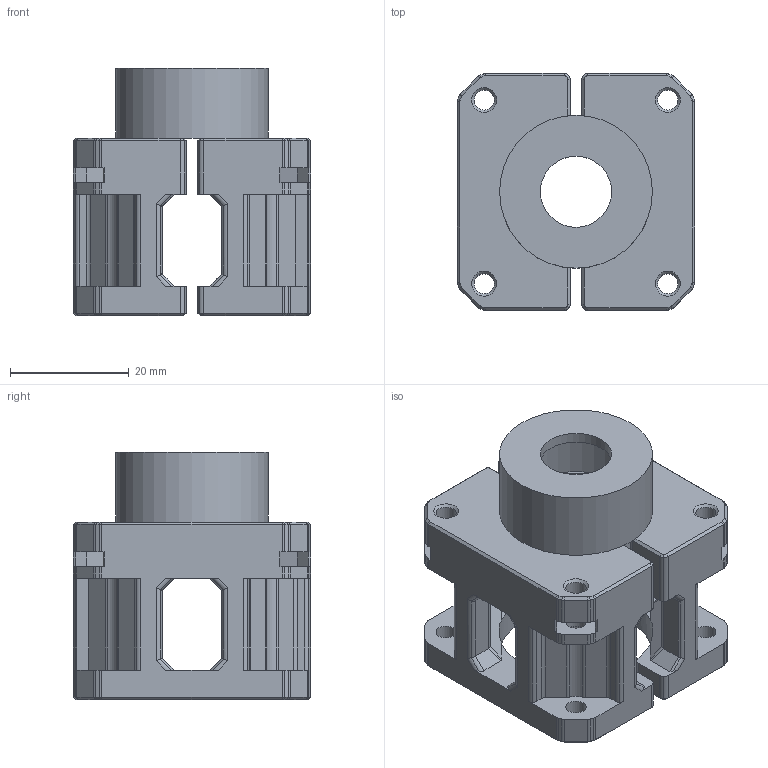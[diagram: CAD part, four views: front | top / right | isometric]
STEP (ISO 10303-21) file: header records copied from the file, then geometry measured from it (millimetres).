
FILE_DESCRIPTION(/* description */ ('STEP AP242'),/* implementation_level */ '2;1');
FILE_NAME(/* name */ 'nema17-spacer-2.step',/* time_stamp */ '2025-04-22T15:38:18-05:00',/* author */ (''),/* organization */ (''),/* preprocessor_version */ 'ST-DEVELOPER v20.1',/* originating_system */ 'Autodesk Translation Framework v14.4.0.0',/* authorisation */ '');
FILE_SCHEMA (('AUTOMOTIVE_DESIGN { 1 0 10303 214 3 1 1 }'));
Length unit declared in the file: millimetre
Products named in the file (3): (Unsaved); Spacer_x6; Cover_x3
Assembly tree (2 placements, depth 2):
  (Unsaved)
    Spacer_x6
    Cover_x3
Bounding box: 40 x 40 x 41.8 mm (x, y, z)
Volume: 22154.4 mm3; surface area: 12976.6 mm2
Topology: 3 solids, 3 shells, 562 faces, 1499 edges, 942 vertices
Faces by surface type: plane 283, cylinder 203, cone 76
Full cylindrical faces by diameter (mm): 3.4 x12, 12 x1, 23 x1, 25.8 x1
Entity records: 17533 total; most frequent: DIRECTION 3119, CARTESIAN_POINT 3008, ORIENTED_EDGE 2998, EDGE_CURVE 1499, AXIS2_PLACEMENT_3D 1053, LINE 1013, VECTOR 1013, VERTEX_POINT 942
